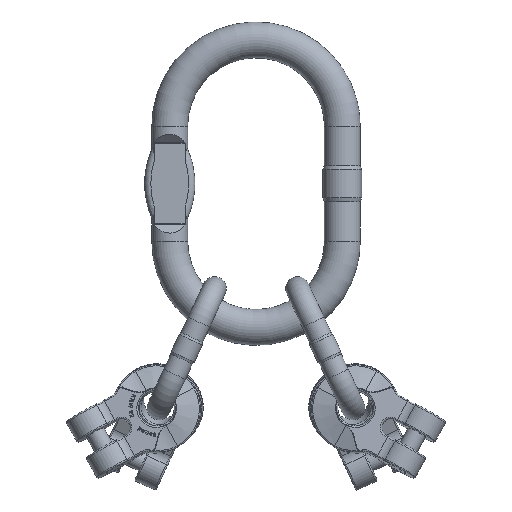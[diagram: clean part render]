
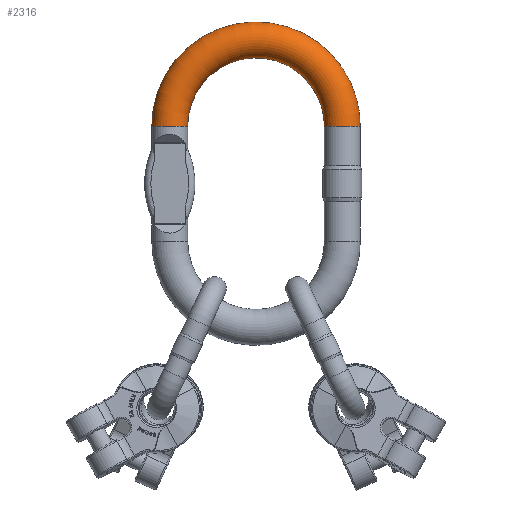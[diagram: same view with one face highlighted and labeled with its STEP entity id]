
A CAD part, top view. The second image highlights one B-rep face of the part: STEP entity #2316.
In plain terms, the highlighted toroidal (fillet/blend) face has major radius 120 mm and minor radius 25 mm.
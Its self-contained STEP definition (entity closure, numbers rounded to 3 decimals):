
#600=TOROIDAL_SURFACE('',#21423,120.,25.);
#2316=ADVANCED_FACE('',(#4161,#4162),#600,.T.);
#3733=CIRCLE('',#21408,25.);
#3738=CIRCLE('',#21420,25.);
#4161=FACE_BOUND('',#4643,.T.);
#4162=FACE_BOUND('',#4644,.T.);
#4643=EDGE_LOOP('',(#8843));
#4644=EDGE_LOOP('',(#8844));
#8843=ORIENTED_EDGE('',*,*,#16123,.F.);
#8844=ORIENTED_EDGE('',*,*,#16146,.T.);
#13923=VERTEX_POINT('',#30638);
#13946=VERTEX_POINT('',#30777);
#16123=EDGE_CURVE('',#13923,#13923,#3733,.T.);
#16146=EDGE_CURVE('',#13946,#13946,#3738,.T.);
#21408=AXIS2_PLACEMENT_3D('',#30637,#23207,#23208);
#21420=AXIS2_PLACEMENT_3D('',#30776,#23235,#23236);
#21423=AXIS2_PLACEMENT_3D('',#30780,#23241,#23242);
#23207=DIRECTION('',(0.,-1.,0.));
#23208=DIRECTION('',(0.,0.,1.));
#23235=DIRECTION('',(0.,1.,0.));
#23236=DIRECTION('',(0.,0.,1.));
#23241=DIRECTION('',(0.,0.,-1.));
#23242=DIRECTION('',(-1.,0.,0.));
#30637=CARTESIAN_POINT('',(-120.,80.,0.));
#30638=CARTESIAN_POINT('',(-120.,80.,25.));
#30776=CARTESIAN_POINT('',(120.,80.,0.));
#30777=CARTESIAN_POINT('',(120.,80.,25.));
#30780=CARTESIAN_POINT('',(0.,80.,0.));
